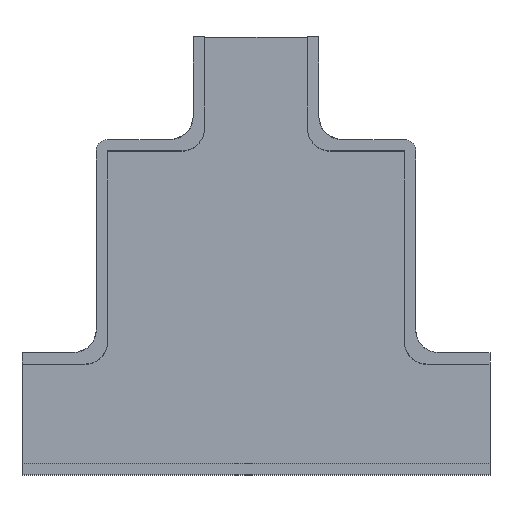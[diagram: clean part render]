
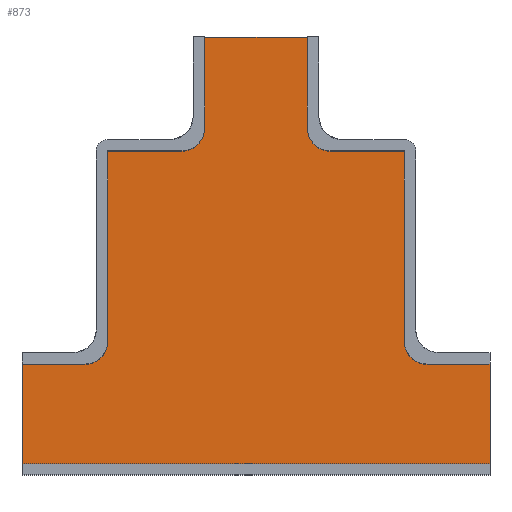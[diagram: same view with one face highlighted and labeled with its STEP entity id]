
A CAD part, top view. The second image highlights one B-rep face of the part: STEP entity #873.
In plain terms, the highlighted planar face has unit normal (0, 0, 1).
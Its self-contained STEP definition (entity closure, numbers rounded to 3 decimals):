
#38=PLANE('',#954);
#73=FACE_OUTER_BOUND('',#124,.T.);
#124=EDGE_LOOP('',(#673,#674,#675,#676,#677,#678,#679,#680,#681,#682,#683,
#684,#685,#686,#687,#688));
#159=LINE('',#1280,#250);
#174=LINE('',#1323,#265);
#197=LINE('',#1460,#288);
#204=LINE('',#1474,#295);
#205=LINE('',#1477,#296);
#206=LINE('',#1479,#297);
#207=LINE('',#1483,#298);
#208=LINE('',#1485,#299);
#209=LINE('',#1487,#300);
#210=LINE('',#1489,#301);
#211=LINE('',#1491,#302);
#212=LINE('',#1494,#303);
#250=VECTOR('',#1017,10.);
#265=VECTOR('',#1050,10.);
#288=VECTOR('',#1107,10.);
#295=VECTOR('',#1122,10.);
#296=VECTOR('',#1125,10.);
#297=VECTOR('',#1126,10.);
#298=VECTOR('',#1129,10.);
#299=VECTOR('',#1130,10.);
#300=VECTOR('',#1131,10.);
#301=VECTOR('',#1132,10.);
#302=VECTOR('',#1133,10.);
#303=VECTOR('',#1136,10.);
#340=CIRCLE('',#922,4.);
#342=CIRCLE('',#926,4.);
#353=CIRCLE('',#955,4.);
#354=CIRCLE('',#956,4.);
#371=VERTEX_POINT('',#1273);
#372=VERTEX_POINT('',#1275);
#373=VERTEX_POINT('',#1279);
#377=VERTEX_POINT('',#1288);
#378=VERTEX_POINT('',#1290);
#392=VERTEX_POINT('',#1322);
#414=VERTEX_POINT('',#1459);
#418=VERTEX_POINT('',#1476);
#419=VERTEX_POINT('',#1478);
#420=VERTEX_POINT('',#1480);
#421=VERTEX_POINT('',#1482);
#422=VERTEX_POINT('',#1484);
#423=VERTEX_POINT('',#1486);
#424=VERTEX_POINT('',#1488);
#425=VERTEX_POINT('',#1490);
#426=VERTEX_POINT('',#1492);
#451=EDGE_CURVE('',#371,#372,#340,.F.);
#453=EDGE_CURVE('',#373,#372,#159,.T.);
#458=EDGE_CURVE('',#377,#378,#342,.F.);
#474=EDGE_CURVE('',#392,#378,#174,.T.);
#506=EDGE_CURVE('',#392,#414,#197,.T.);
#514=EDGE_CURVE('',#414,#371,#204,.T.);
#515=EDGE_CURVE('',#377,#418,#205,.T.);
#516=EDGE_CURVE('',#418,#419,#206,.T.);
#517=EDGE_CURVE('',#420,#419,#353,.F.);
#518=EDGE_CURVE('',#421,#420,#207,.T.);
#519=EDGE_CURVE('',#422,#421,#208,.T.);
#520=EDGE_CURVE('',#422,#423,#209,.T.);
#521=EDGE_CURVE('',#424,#423,#210,.T.);
#522=EDGE_CURVE('',#424,#425,#211,.T.);
#523=EDGE_CURVE('',#426,#425,#354,.F.);
#524=EDGE_CURVE('',#426,#373,#212,.T.);
#673=ORIENTED_EDGE('',*,*,#453,.T.);
#674=ORIENTED_EDGE('',*,*,#451,.F.);
#675=ORIENTED_EDGE('',*,*,#514,.F.);
#676=ORIENTED_EDGE('',*,*,#506,.F.);
#677=ORIENTED_EDGE('',*,*,#474,.T.);
#678=ORIENTED_EDGE('',*,*,#458,.F.);
#679=ORIENTED_EDGE('',*,*,#515,.T.);
#680=ORIENTED_EDGE('',*,*,#516,.T.);
#681=ORIENTED_EDGE('',*,*,#517,.F.);
#682=ORIENTED_EDGE('',*,*,#518,.F.);
#683=ORIENTED_EDGE('',*,*,#519,.F.);
#684=ORIENTED_EDGE('',*,*,#520,.T.);
#685=ORIENTED_EDGE('',*,*,#521,.F.);
#686=ORIENTED_EDGE('',*,*,#522,.T.);
#687=ORIENTED_EDGE('',*,*,#523,.F.);
#688=ORIENTED_EDGE('',*,*,#524,.T.);
#873=ADVANCED_FACE('',(#73),#38,.F.);
#922=AXIS2_PLACEMENT_3D('',#1276,#1012,#1013);
#926=AXIS2_PLACEMENT_3D('',#1291,#1025,#1026);
#954=AXIS2_PLACEMENT_3D('',#1475,#1123,#1124);
#955=AXIS2_PLACEMENT_3D('',#1481,#1127,#1128);
#956=AXIS2_PLACEMENT_3D('',#1493,#1134,#1135);
#1012=DIRECTION('center_axis',(0.,0.,
-1.));
#1013=DIRECTION('ref_axis',(-0.707,-0.707,0.));
#1017=DIRECTION('',(-1.,0.,0.));
#1025=DIRECTION('center_axis',(0.,0.,
-1.));
#1026=DIRECTION('ref_axis',(0.707,-0.707,0.));
#1050=DIRECTION('',(0.,-1.,0.));
#1107=DIRECTION('',(1.,0.,0.));
#1122=DIRECTION('',(0.,-1.,0.));
#1123=DIRECTION('center_axis',(0.,0.,
-1.));
#1124=DIRECTION('ref_axis',(-1.,0.,0.));
#1125=DIRECTION('',(-1.,0.,0.));
#1126=DIRECTION('',(0.,-1.,0.));
#1127=DIRECTION('center_axis',(0.,0.,
-1.));
#1128=DIRECTION('ref_axis',(0.707,-0.707,0.));
#1129=DIRECTION('',(1.,0.,0.));
#1130=DIRECTION('',(0.,1.,0.));
#1131=DIRECTION('',(1.,0.,0.));
#1132=DIRECTION('',(0.,-1.,0.));
#1133=DIRECTION('',(-1.,0.,0.));
#1134=DIRECTION('center_axis',(0.,0.,
-1.));
#1135=DIRECTION('ref_axis',(-0.707,-0.707,0.));
#1136=DIRECTION('',(0.,1.,0.));
#1273=CARTESIAN_POINT('',(20.637,118.161,540.286));
#1275=CARTESIAN_POINT('',(24.637,114.161,540.286));
#1276=CARTESIAN_POINT('Origin',(24.637,118.161,540.286));
#1279=CARTESIAN_POINT('',(37.587,114.161,540.286));
#1280=CARTESIAN_POINT('',(37.587,114.161,540.286));
#1288=CARTESIAN_POINT('',(-1.363,114.161,540.286));
#1290=CARTESIAN_POINT('',(2.637,118.161,540.286));
#1291=CARTESIAN_POINT('Origin',(-1.363,118.161,540.286));
#1322=CARTESIAN_POINT('',(2.637,134.161,540.286));
#1323=CARTESIAN_POINT('',(2.637,116.161,540.286));
#1459=CARTESIAN_POINT('',(20.637,134.161,540.286));
#1460=CARTESIAN_POINT('',(0.637,134.161,540.286));
#1474=CARTESIAN_POINT('',(20.637,125.161,540.286));
#1475=CARTESIAN_POINT('Origin',(11.637,86.811,540.286));
#1476=CARTESIAN_POINT('',(-14.313,114.161,540.286));
#1477=CARTESIAN_POINT('',(37.587,114.161,540.286));
#1478=CARTESIAN_POINT('',(-14.313,80.861,540.286));
#1479=CARTESIAN_POINT('',(-14.313,114.161,540.286));
#1480=CARTESIAN_POINT('',(-18.313,76.861,540.286));
#1481=CARTESIAN_POINT('Origin',(-18.313,80.861,540.286));
#1482=CARTESIAN_POINT('',(-29.313,76.861,540.286));
#1483=CARTESIAN_POINT('',(-29.313,76.861,540.286));
#1484=CARTESIAN_POINT('',(-29.313,59.461,540.286));
#1485=CARTESIAN_POINT('',(-29.313,57.461,540.286));
#1486=CARTESIAN_POINT('',(52.587,59.461,540.286));
#1487=CARTESIAN_POINT('',(-14.313,59.461,540.286));
#1488=CARTESIAN_POINT('',(52.587,76.861,540.286));
#1489=CARTESIAN_POINT('',(52.587,78.861,540.286));
#1490=CARTESIAN_POINT('',(41.587,76.861,540.286));
#1491=CARTESIAN_POINT('',(52.587,76.861,540.286));
#1492=CARTESIAN_POINT('',(37.587,80.861,540.286));
#1493=CARTESIAN_POINT('Origin',(41.587,80.861,540.286));
#1494=CARTESIAN_POINT('',(37.587,76.661,540.286));
